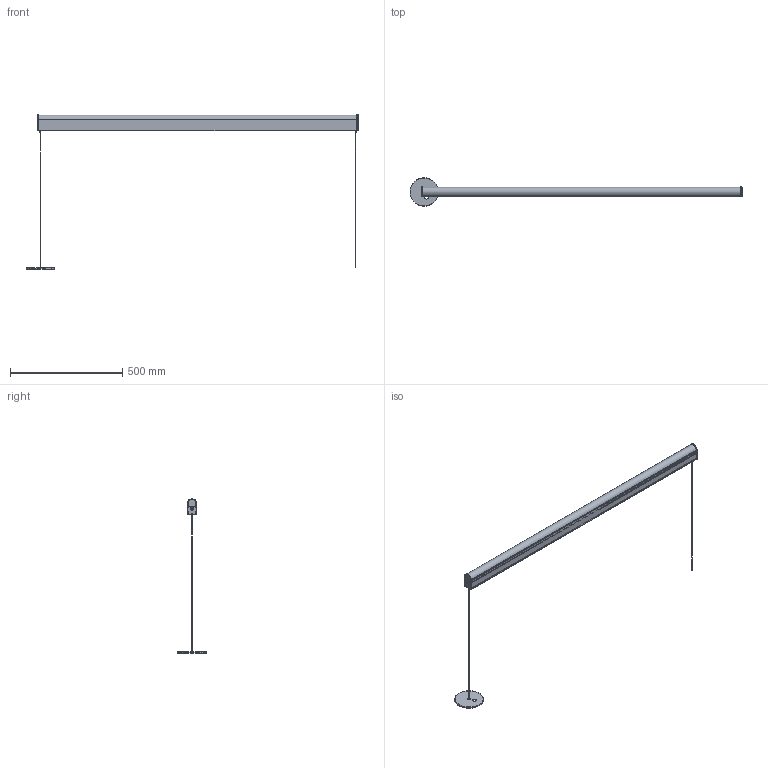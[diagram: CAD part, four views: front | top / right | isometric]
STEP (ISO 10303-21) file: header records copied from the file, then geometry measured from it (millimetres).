
FILE_DESCRIPTION(/* description */ (''),/* implementation_level */ '2;1');
FILE_NAME(/* name */ 'USC-RDLBC5RBXXX_C-LEDBAR SUSP 5FT DIRECT_INDIRECT LED.stp',/* time_stamp */ '2022-01-07T12:10:12-05:00',/* author */ (''),/* organization */ (''),/* preprocessor_version */ 'ST-DEVELOPER v16.7',/* originating_system */ 'SIEMENS PLM Software NX 1911',/* authorisation */ '');
FILE_SCHEMA (('AUTOMOTIVE_DESIGN { 1 0 10303 214 3 1 1 1 }'));
Length unit declared in the file: millimetre
Products named in the file (11): CY103-11589-S25_B-LEDBAR EXT 2GEN 5FT CUT ANO_MODEL; MY103-00042-S25_B-LEDBAR _KAO_ SUSP COVER 89 IND FEED MACH; MY103-00042-S24_B-LEDBAR _KAO_ SUSP COVER 89 IND MACH; CY202-00021-S21_B-LEDBAR KAO SUSP IND DIFFUSER 2GEN 1FT CUT; USC-Y104-00001_--GRIPPER MICRO CABLE 3_64IN BOTTOM EXIT; USC-X312-00044_A-SCREW MACH FT-CTS AL 5_64IN SS 6-32 X 3_4IN; Y101-11002_B-LEDBAR END CAP ROUND UNFINISHED; CY202-10999-S25_C-LEDBAR DIFFUSER ROUND 2GEN 5FT CUT_MODEL; Y102-11972_--CANOPY ROUND 5IN 0.40 CENTER HOLE .625 FEED HOLE WHITE; MY103-11589-S25_C-LEDBAR EXT 2GEN 5FT MACH_MODEL; USC-RDLBC5XBXXX_C-LEDBAR SUSP 5FT DIRECT_INDIRECT LED
Assembly tree (13 placements, depth 3):
  USC-RDLBC5XBXXX_C-LEDBAR SUSP 5FT DIRECT_INDIRECT LED
    Y102-11972_--CANOPY ROUND 5IN 0.40 CENTER HOLE .625 FEED HOLE WHITE
    MY103-11589-S25_C-LEDBAR EXT 2GEN 5FT MACH_MODEL
      CY103-11589-S25_B-LEDBAR EXT 2GEN 5FT CUT ANO_MODEL
    CY202-10999-S25_C-LEDBAR DIFFUSER ROUND 2GEN 5FT CUT_MODEL
    Y101-11002_B-LEDBAR END CAP ROUND UNFINISHED  x2
    USC-X312-00044_A-SCREW MACH FT-CTS AL 5_64IN SS 6-32 X 3_4IN  x2
    USC-Y104-00001_--GRIPPER MICRO CABLE 3_64IN BOTTOM EXIT  x2
    CY202-00021-S21_B-LEDBAR KAO SUSP IND DIFFUSER 2GEN 1FT CUT
    MY103-00042-S24_B-LEDBAR _KAO_ SUSP COVER 89 IND MACH
    MY103-00042-S25_B-LEDBAR _KAO_ SUSP COVER 89 IND FEED MACH
Bounding box: 1477.43 x 126.88 x 687.64 mm (x, y, z)
Volume: 644619.1 mm3; surface area: 799685.3 mm2
Topology: 14 solids, 16 shells, 852 faces, 2217 edges, 1411 vertices
Faces by surface type: cylinder 359, plane 318, cone 81, torus 46, bspline 44, extrusion 4
Full cylindrical faces by diameter (mm): 1.778 x6, 3.099 x2, 3.454 x1, 3.658 x4, 4.318 x25, 4.496 x4, 5.08 x2, 6.426 x2, 7.874 x2, 8.89 x1, 9.042 x2
Entity records: 24715 total; most frequent: CARTESIAN_POINT 9197, DIRECTION 3160, ORIENTED_EDGE 3144, EDGE_CURVE 1572, AXIS2_PLACEMENT_3D 1141, VERTEX_POINT 1045, VECTOR 878, LINE 874
